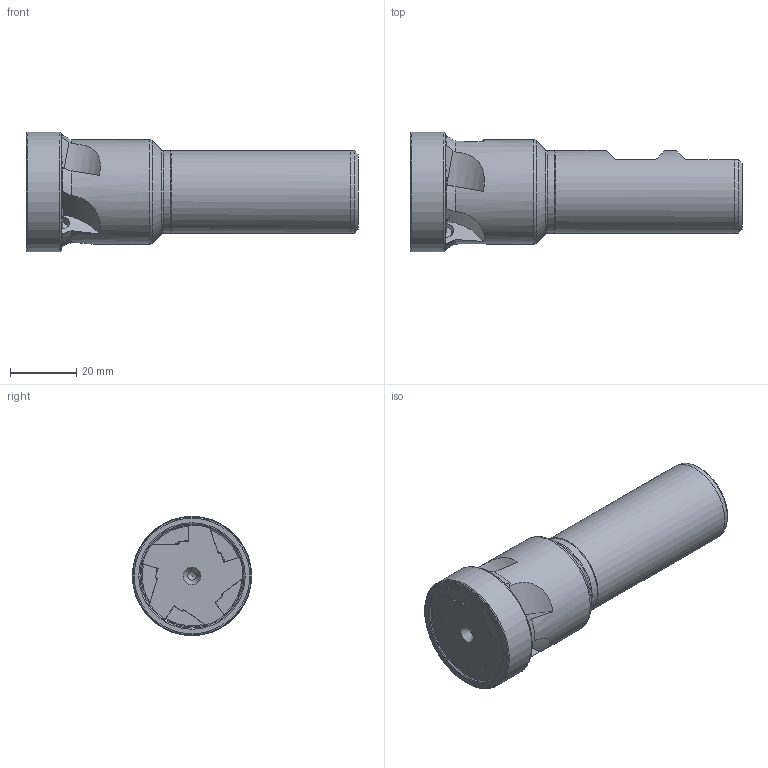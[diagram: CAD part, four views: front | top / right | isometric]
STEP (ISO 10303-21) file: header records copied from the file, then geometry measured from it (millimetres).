
FILE_DESCRIPTION (( 'STEP AP214' ), '1' );
FILE_NAME ('90PP-36-10-5.STEP', '2014-11-17T15:08:53', ( '' ), ( '' ), 'SwSTEP 2.0', 'SolidWorks 2014', '' );
FILE_SCHEMA (( 'AUTOMOTIVE_DESIGN' ));
Length unit declared in the file: millimetre
Products named in the file (1): 90PP-36-10-5
Bounding box: 99.97 x 35.94 x 35.94 mm (x, y, z)
Volume: 56554.8 mm3; surface area: 13335.3 mm2
Topology: 1 solids, 1 shells, 168 faces, 498 edges, 324 vertices
Faces by surface type: plane 60, cone 51, cylinder 31, torus 26
Full cylindrical faces by diameter (mm): 2.5 x1, 3 x5, 6.5 x1, 24.8 x1, 25 x1, 31.4 x1, 35.936 x1
Entity records: 6804 total; most frequent: CARTESIAN_POINT 2033, ORIENTED_EDGE 918, DIRECTION 718, EDGE_CURVE 459, VERTEX_POINT 312, AXIS2_PLACEMENT_3D 297, EDGE_LOOP 197, FACE_OUTER_BOUND 185
